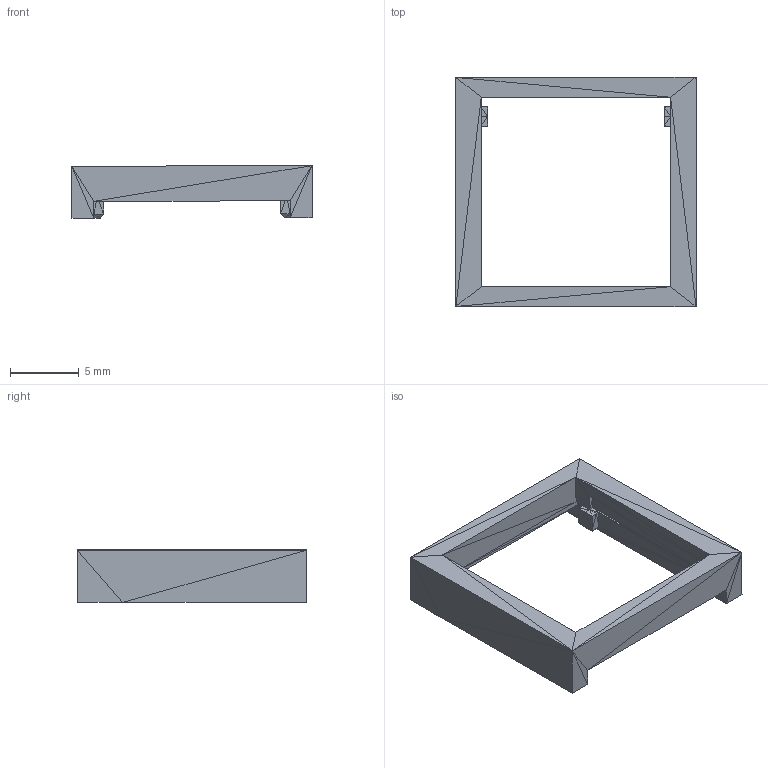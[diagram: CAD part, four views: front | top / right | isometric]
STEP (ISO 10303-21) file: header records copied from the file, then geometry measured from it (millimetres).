
FILE_DESCRIPTION(('FreeCAD Model'),'2;1');
FILE_NAME('Open CASCADE Shape Model','2025-09-09T23:06:06',(''),(''), 'Open CASCADE STEP processor 7.9','FreeCAD','Unknown');
FILE_SCHEMA(('AUTOMOTIVE_DESIGN { 1 0 10303 214 1 1 1 1 }'));
Length unit declared in the file: millimetre
Products named in the file (1): socket_choc_pcb_amoeba_hillside002 (Solid)
Bounding box: 17.51 x 16.7 x 3.85 mm (x, y, z)
Volume: 319.3 mm3; surface area: 619.8 mm2
Topology: 1 solids, 1 shells, 178 faces, 267 edges, 89 vertices
Faces by surface type: plane 178
Entity records: 3501 total; most frequent: DIRECTION 625, CARTESIAN_POINT 535, ORIENTED_EDGE 534, EDGE_CURVE 267, LINE 267, VECTOR 267, AXIS2_PLACEMENT_3D 179, ADVANCED_FACE 178
